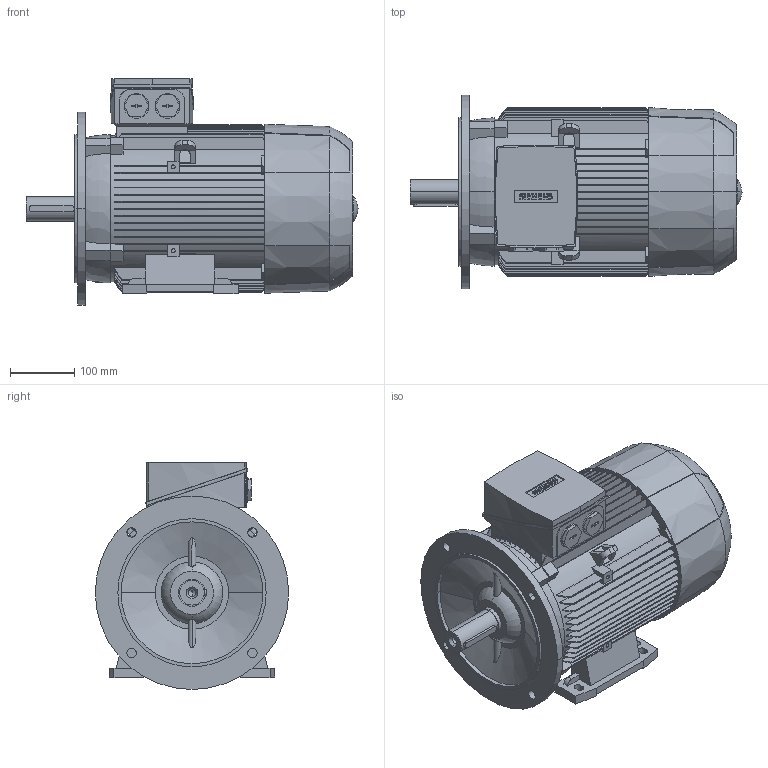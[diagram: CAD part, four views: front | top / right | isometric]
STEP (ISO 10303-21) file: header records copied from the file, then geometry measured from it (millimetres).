
FILE_DESCRIPTION(('STEP AP214'),'1');
FILE_NAME('cctmp_ADCF57AF-486C-453F-A5D0-8BD121D694AF_2023_06_26_14_41_32_0177..stp','2023-06-26T12:41:32',('SIEMENS A&D'),('CADClick - www.CADClick.com'),'Spatial InterOp 3D',' ','unknown authorization');
FILE_SCHEMA(('AUTOMOTIVE_DESIGN'));
Length unit declared in the file: millimetre
Products named in the file (1): 2023_06_26_14_41_32_0162
Bounding box: 515 x 300 x 352 mm (x, y, z)
Volume: 21093668.6 mm3; surface area: 999395 mm2
Topology: 1 solids, 1 shells, 873 faces, 2497 edges, 1648 vertices
Faces by surface type: plane 500, cylinder 225, torus 128, cone 20
Entity records: 41902 total; most frequent: CARTESIAN_POINT 12448, ORIENTED_EDGE 4986, DIRECTION 4347, EDGE_CURVE 2493, VERTEX_POINT 1648, LINE 1467, VECTOR 1467, AXIS2_PLACEMENT_3D 1440
